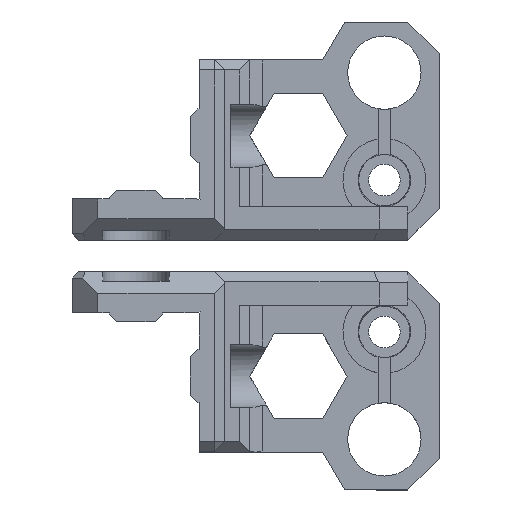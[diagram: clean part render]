
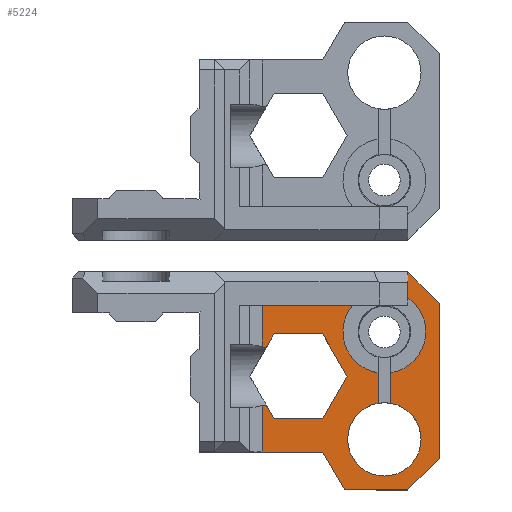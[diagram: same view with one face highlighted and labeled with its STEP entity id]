
A CAD part, top view. The second image highlights one B-rep face of the part: STEP entity #5224.
In plain terms, the highlighted face is planar.
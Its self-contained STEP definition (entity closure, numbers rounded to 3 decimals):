
#243=PLANE('',#5613);
#532=FACE_OUTER_BOUND('',#844,.T.);
#844=EDGE_LOOP('',(#4467,#4468,#4469,#4470,#4471,#4472,#4473,#4474,#4475,
#4476,#4477,#4478,#4479,#4480,#4481,#4482,#4483,#4484,#4485,#4486,#4487,
#4488,#4489,#4490));
#1321=LINE('',#7963,#1987);
#1323=LINE('',#7967,#1989);
#1325=LINE('',#7971,#1991);
#1411=LINE('',#8161,#2077);
#1417=LINE('',#8176,#2083);
#1418=LINE('',#8179,#2084);
#1419=LINE('',#8180,#2085);
#1420=LINE('',#8182,#2086);
#1421=LINE('',#8184,#2087);
#1422=LINE('',#8185,#2088);
#1423=LINE('',#8187,#2089);
#1424=LINE('',#8189,#2090);
#1425=LINE('',#8191,#2091);
#1426=LINE('',#8193,#2092);
#1427=LINE('',#8195,#2093);
#1428=LINE('',#8197,#2094);
#1429=LINE('',#8199,#2095);
#1430=LINE('',#8203,#2096);
#1431=LINE('',#8209,#2097);
#1432=LINE('',#8212,#2098);
#1987=VECTOR('',#6503,10.);
#1989=VECTOR('',#6507,10.);
#1991=VECTOR('',#6511,10.);
#2077=VECTOR('',#6647,10.);
#2083=VECTOR('',#6659,10.);
#2084=VECTOR('',#6662,10.);
#2085=VECTOR('',#6663,10.);
#2086=VECTOR('',#6664,10.);
#2087=VECTOR('',#6665,10.);
#2088=VECTOR('',#6666,10.);
#2089=VECTOR('',#6667,10.);
#2090=VECTOR('',#6668,10.);
#2091=VECTOR('',#6669,10.);
#2092=VECTOR('',#6670,10.);
#2093=VECTOR('',#6671,10.);
#2094=VECTOR('',#6672,10.);
#2095=VECTOR('',#6673,10.);
#2096=VECTOR('',#6676,10.);
#2097=VECTOR('',#6681,10.);
#2098=VECTOR('',#6684,10.);
#2337=CIRCLE('',#5614,6.55);
#2338=CIRCLE('',#5615,5.8);
#2339=CIRCLE('',#5616,5.8);
#2340=CIRCLE('',#5617,6.55);
#2604=VERTEX_POINT('',#7960);
#2605=VERTEX_POINT('',#7962);
#2606=VERTEX_POINT('',#7966);
#2607=VERTEX_POINT('',#7970);
#2683=VERTEX_POINT('',#8154);
#2686=VERTEX_POINT('',#8159);
#2690=VERTEX_POINT('',#8170);
#2692=VERTEX_POINT('',#8174);
#2693=VERTEX_POINT('',#8178);
#2694=VERTEX_POINT('',#8181);
#2695=VERTEX_POINT('',#8183);
#2696=VERTEX_POINT('',#8186);
#2697=VERTEX_POINT('',#8188);
#2698=VERTEX_POINT('',#8190);
#2699=VERTEX_POINT('',#8192);
#2700=VERTEX_POINT('',#8194);
#2701=VERTEX_POINT('',#8196);
#2702=VERTEX_POINT('',#8198);
#2703=VERTEX_POINT('',#8200);
#2704=VERTEX_POINT('',#8202);
#2705=VERTEX_POINT('',#8204);
#2706=VERTEX_POINT('',#8206);
#2707=VERTEX_POINT('',#8208);
#2708=VERTEX_POINT('',#8210);
#3214=EDGE_CURVE('',#2604,#2605,#1321,.T.);
#3216=EDGE_CURVE('',#2605,#2606,#1323,.T.);
#3218=EDGE_CURVE('',#2606,#2607,#1325,.T.);
#3312=EDGE_CURVE('',#2683,#2686,#1411,.T.);
#3319=EDGE_CURVE('',#2690,#2692,#1417,.T.);
#3320=EDGE_CURVE('',#2693,#2686,#1418,.T.);
#3321=EDGE_CURVE('',#2607,#2693,#1419,.T.);
#3322=EDGE_CURVE('',#2694,#2604,#1420,.T.);
#3323=EDGE_CURVE('',#2695,#2694,#1421,.T.);
#3324=EDGE_CURVE('',#2690,#2695,#1422,.T.);
#3325=EDGE_CURVE('',#2692,#2696,#1423,.T.);
#3326=EDGE_CURVE('',#2696,#2697,#1424,.T.);
#3327=EDGE_CURVE('',#2698,#2697,#1425,.T.);
#3328=EDGE_CURVE('',#2698,#2699,#1426,.T.);
#3329=EDGE_CURVE('',#2700,#2699,#1427,.T.);
#3330=EDGE_CURVE('',#2700,#2701,#1428,.T.);
#3331=EDGE_CURVE('',#2702,#2701,#1429,.T.);
#3332=EDGE_CURVE('',#2703,#2702,#2337,.T.);
#3333=EDGE_CURVE('',#2704,#2703,#1430,.T.);
#3334=EDGE_CURVE('',#2705,#2704,#2338,.T.);
#3335=EDGE_CURVE('',#2706,#2705,#2339,.T.);
#3336=EDGE_CURVE('',#2707,#2706,#1431,.T.);
#3337=EDGE_CURVE('',#2708,#2707,#2340,.T.);
#3338=EDGE_CURVE('',#2683,#2708,#1432,.T.);
#4467=ORIENTED_EDGE('',*,*,#3312,.T.);
#4468=ORIENTED_EDGE('',*,*,#3320,.F.);
#4469=ORIENTED_EDGE('',*,*,#3321,.F.);
#4470=ORIENTED_EDGE('',*,*,#3218,.F.);
#4471=ORIENTED_EDGE('',*,*,#3216,.F.);
#4472=ORIENTED_EDGE('',*,*,#3214,.F.);
#4473=ORIENTED_EDGE('',*,*,#3322,.F.);
#4474=ORIENTED_EDGE('',*,*,#3323,.F.);
#4475=ORIENTED_EDGE('',*,*,#3324,.F.);
#4476=ORIENTED_EDGE('',*,*,#3319,.T.);
#4477=ORIENTED_EDGE('',*,*,#3325,.T.);
#4478=ORIENTED_EDGE('',*,*,#3326,.T.);
#4479=ORIENTED_EDGE('',*,*,#3327,.F.);
#4480=ORIENTED_EDGE('',*,*,#3328,.T.);
#4481=ORIENTED_EDGE('',*,*,#3329,.F.);
#4482=ORIENTED_EDGE('',*,*,#3330,.T.);
#4483=ORIENTED_EDGE('',*,*,#3331,.F.);
#4484=ORIENTED_EDGE('',*,*,#3332,.F.);
#4485=ORIENTED_EDGE('',*,*,#3333,.F.);
#4486=ORIENTED_EDGE('',*,*,#3334,.F.);
#4487=ORIENTED_EDGE('',*,*,#3335,.F.);
#4488=ORIENTED_EDGE('',*,*,#3336,.F.);
#4489=ORIENTED_EDGE('',*,*,#3337,.F.);
#4490=ORIENTED_EDGE('',*,*,#3338,.F.);
#5224=ADVANCED_FACE('',(#532),#243,.F.);
#5613=AXIS2_PLACEMENT_3D('',#8177,#6660,#6661);
#5614=AXIS2_PLACEMENT_3D('',#8201,#6674,#6675);
#5615=AXIS2_PLACEMENT_3D('',#8205,#6677,#6678);
#5616=AXIS2_PLACEMENT_3D('',#8207,#6679,#6680);
#5617=AXIS2_PLACEMENT_3D('',#8211,#6682,#6683);
#6503=DIRECTION('',(0.5,-0.866,0.));
#6507=DIRECTION('',(-0.5,-0.866,0.));
#6511=DIRECTION('',(-1.,0.,0.));
#6647=DIRECTION('',(0.,1.,0.));
#6659=DIRECTION('',(0.,1.,0.));
#6660=DIRECTION('center_axis',(0.,0.,1.));
#6661=DIRECTION('ref_axis',(1.,0.,0.));
#6662=DIRECTION('',(-1.,0.,0.));
#6663=DIRECTION('',(-0.5,0.866,0.));
#6664=DIRECTION('',(1.,0.,0.));
#6665=DIRECTION('',(0.5,0.866,0.));
#6666=DIRECTION('',(1.,0.,0.));
#6667=DIRECTION('',(1.,0.,0.));
#6668=DIRECTION('',(0.5,0.866,0.));
#6669=DIRECTION('',(-1.,0.,0.));
#6670=DIRECTION('',(0.707,-0.707,0.));
#6671=DIRECTION('',(0.,1.,0.));
#6672=DIRECTION('',(-0.707,-0.707,0.));
#6673=DIRECTION('',(0.,-1.,0.));
#6674=DIRECTION('center_axis',(0.,0.,-1.));
#6675=DIRECTION('ref_axis',(1.,0.,0.));
#6676=DIRECTION('',(0.,-1.,0.));
#6677=DIRECTION('center_axis',(0.,0.,-1.));
#6678=DIRECTION('ref_axis',(1.,0.,0.));
#6679=DIRECTION('center_axis',(0.,0.,-1.));
#6680=DIRECTION('ref_axis',(1.,0.,0.));
#6681=DIRECTION('',(0.,1.,0.));
#6682=DIRECTION('center_axis',(0.,0.,-1.));
#6683=DIRECTION('ref_axis',(1.,0.,0.));
#6684=DIRECTION('',(1.,0.,0.));
#7960=CARTESIAN_POINT('',(-9.75,13.668,0.));
#7962=CARTESIAN_POINT('',(-5.9,7.,0.));
#7963=CARTESIAN_POINT('',(-5.9,7.,0.));
#7966=CARTESIAN_POINT('',(-9.75,0.332,0.));
#7967=CARTESIAN_POINT('',(-9.75,0.332,0.));
#7970=CARTESIAN_POINT('',(-17.45,0.332,0.));
#7971=CARTESIAN_POINT('',(-17.45,0.332,0.));
#8154=CARTESIAN_POINT('',(-19.3,-4.2,0.));
#8159=CARTESIAN_POINT('',(-19.3,2.417,0.));
#8161=CARTESIAN_POINT('',(-19.3,1.775,0.));
#8170=CARTESIAN_POINT('',(-19.3,11.583,0.));
#8174=CARTESIAN_POINT('',(-19.3,19.,0.));
#8176=CARTESIAN_POINT('',(-19.3,1.775,0.));
#8177=CARTESIAN_POINT('Origin',(-20.3,7.75,0.));
#8178=CARTESIAN_POINT('',(-18.654,2.417,0.));
#8179=CARTESIAN_POINT('',(-21.3,2.417,0.));
#8180=CARTESIAN_POINT('',(-21.3,7.,0.));
#8181=CARTESIAN_POINT('',(-17.45,13.668,0.));
#8182=CARTESIAN_POINT('',(-9.75,13.668,0.));
#8183=CARTESIAN_POINT('',(-18.654,11.583,0.));
#8184=CARTESIAN_POINT('',(-17.45,13.668,0.));
#8185=CARTESIAN_POINT('',(-21.3,11.583,0.));
#8186=CARTESIAN_POINT('',(-9.75,19.,0.));
#8187=CARTESIAN_POINT('',(-29.3,19.,0.));
#8188=CARTESIAN_POINT('',(-6.286,25.,0.));
#8189=CARTESIAN_POINT('',(-9.75,19.,0.));
#8190=CARTESIAN_POINT('',(3.7,25.,0.));
#8191=CARTESIAN_POINT('',(8.7,25.,0.));
#8192=CARTESIAN_POINT('',(8.7,20.,0.));
#8193=CARTESIAN_POINT('',(3.263,25.438,0.));
#8194=CARTESIAN_POINT('',(8.7,-4.5,0.));
#8195=CARTESIAN_POINT('',(8.7,-9.5,0.));
#8196=CARTESIAN_POINT('',(3.7,-9.5,0.));
#8197=CARTESIAN_POINT('',(3.262,-9.938,0.));
#8198=CARTESIAN_POINT('',(3.7,-5.405,0.));
#8199=CARTESIAN_POINT('',(3.7,-0.875,0.));
#8200=CARTESIAN_POINT('',(1.,6.473,0.));
#8201=CARTESIAN_POINT('Origin',(0.,0.,0.));
#8202=CARTESIAN_POINT('',(1.,11.287,0.));
#8203=CARTESIAN_POINT('',(1.,11.287,0.));
#8204=CARTESIAN_POINT('',(-5.8,17.,0.));
#8205=CARTESIAN_POINT('Origin',(0.,17.,0.));
#8206=CARTESIAN_POINT('',(-1.,11.287,0.));
#8207=CARTESIAN_POINT('Origin',(0.,17.,0.));
#8208=CARTESIAN_POINT('',(-1.,6.473,0.));
#8209=CARTESIAN_POINT('',(-1.,3.925,0.));
#8210=CARTESIAN_POINT('',(-5.026,-4.2,0.));
#8211=CARTESIAN_POINT('Origin',(0.,0.,0.));
#8212=CARTESIAN_POINT('',(-8.3,-4.2,0.));
